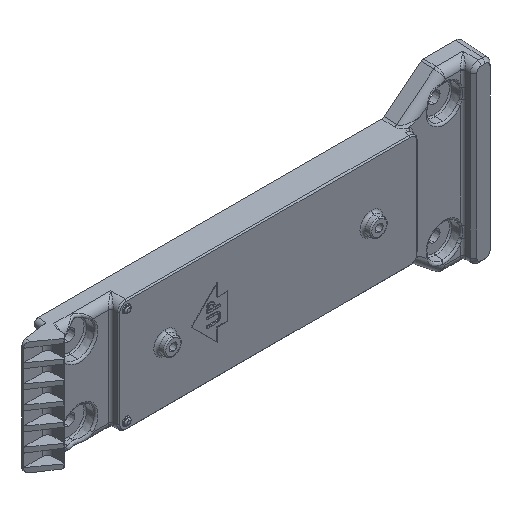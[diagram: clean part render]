
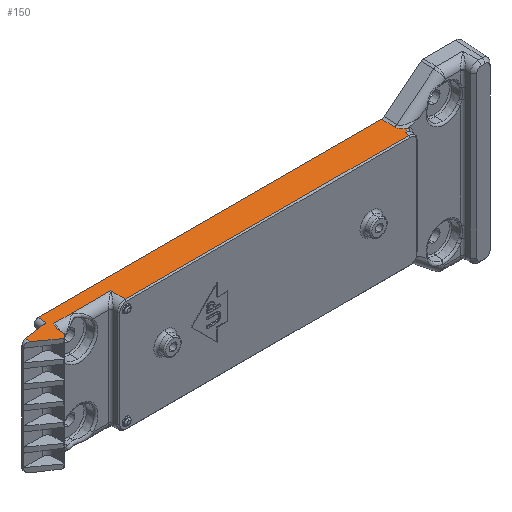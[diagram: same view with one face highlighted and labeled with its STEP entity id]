
A CAD part, isometric view. The second image highlights one B-rep face of the part: STEP entity #150.
In plain terms, the highlighted planar face has unit normal (0, -0.035, 0.999).
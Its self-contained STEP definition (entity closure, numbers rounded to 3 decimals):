
#11 = CARTESIAN_POINT ( 'NONE',  ( -82.152, 50.492, 21.816 ) ) ;
#150 = ADVANCED_FACE ( 'NONE', ( #14272 ), #3535, .T. ) ;
#200 = CARTESIAN_POINT ( 'NONE',  ( 50.665, 47.849, 21.724 ) ) ;
#269 = CARTESIAN_POINT ( 'NONE',  ( -82.801, 49.221, 21.772 ) ) ;
#278 = CARTESIAN_POINT ( 'NONE',  ( -60.102, 50.863, 21.829 ) ) ;
#281 = EDGE_LOOP ( 'NONE', ( #1455, #9779, #8557, #867, #2371, #2948, #4892, #13059, #2478, #5307, #9312, #15282, #10306, #11343, #14275, #12000 ) ) ;
#285 = CARTESIAN_POINT ( 'NONE',  ( -83.906, 52.519, 21.887 ) ) ;
#300 = LINE ( 'NONE', #9353, #3044 ) ;
#867 = ORIENTED_EDGE ( 'NONE', *, *, #2796, .T. ) ;
#871 = CARTESIAN_POINT ( 'NONE',  ( 48.675, 49.732, 21.79 ) ) ;
#1260 = CARTESIAN_POINT ( 'NONE',  ( 48.915, 45.499, 21.642 ) ) ;
#1297 = CARTESIAN_POINT ( 'NONE',  ( 48.661, 50.895, 21.83 ) ) ;
#1321 = VECTOR ( 'NONE', #10916, 1000. ) ;
#1417 = VECTOR ( 'NONE', #5954, 1000. ) ;
#1437 = CARTESIAN_POINT ( 'NONE',  ( -92.334, 49.739, 21.79 ) ) ;
#1455 = ORIENTED_EDGE ( 'NONE', *, *, #16166, .F. ) ;
#1599 = CARTESIAN_POINT ( 'NONE',  ( 80., 45.499, 21.642 ) ) ;
#1685 = VERTEX_POINT ( 'NONE', #7240 ) ;
#1693 = DIRECTION ( 'NONE',  ( 1., 0., 0. ) ) ;
#1751 = EDGE_CURVE ( 'NONE', #8877, #13473, #7680, .T. ) ;
#2061 = EDGE_CURVE ( 'NONE', #5277, #1685, #12208, .T. ) ;
#2095 = CARTESIAN_POINT ( 'NONE',  ( 50.665, 47.849, 21.724 ) ) ;
#2204 = CARTESIAN_POINT ( 'NONE',  ( -87.302, 45.945, 21.658 ) ) ;
#2371 = ORIENTED_EDGE ( 'NONE', *, *, #1751, .F. ) ;
#2396 = VERTEX_POINT ( 'NONE', #1297 ) ;
#2478 = ORIENTED_EDGE ( 'NONE', *, *, #16798, .T. ) ;
#2796 = EDGE_CURVE ( 'NONE', #13298, #13473, #4209, .T. ) ;
#2817 = VERTEX_POINT ( 'NONE', #14947 ) ;
#2948 = ORIENTED_EDGE ( 'NONE', *, *, #4749, .F. ) ;
#3044 = VECTOR ( 'NONE', #14768, 1000. ) ;
#3318 = LINE ( 'NONE', #5769, #7686 ) ;
#3535 = PLANE ( 'NONE',  #8138 ) ;
#3886 = VECTOR ( 'NONE', #8134, 1000. ) ;
#3895 = CARTESIAN_POINT ( 'NONE',  ( 49.514, 47.348, 21.707 ) ) ;
#4007 = CARTESIAN_POINT ( 'NONE',  ( 49.31, 56.82, 22.037 ) ) ;
#4040 = CARTESIAN_POINT ( 'NONE',  ( 48.968, 47.035, 21.696 ) ) ;
#4093 = EDGE_CURVE ( 'NONE', #6163, #12736, #5910, .T. ) ;
#4152 = CARTESIAN_POINT ( 'NONE',  ( 48.968, 47.035, 21.696 ) ) ;
#4209 = LINE ( 'NONE', #1437, #3886 ) ;
#4311 = CARTESIAN_POINT ( 'NONE',  ( -82.965, 55.75, 22. ) ) ;
#4405 = VECTOR ( 'NONE', #5213, 1000. ) ;
#4464 = DIRECTION ( 'NONE',  ( -0.087, -0.996, -0.035 ) ) ;
#4604 = CARTESIAN_POINT ( 'NONE',  ( -81.332, 47.136, 21.699 ) ) ;
#4749 = EDGE_CURVE ( 'NONE', #6163, #8877, #15133, .T. ) ;
#4892 = ORIENTED_EDGE ( 'NONE', *, *, #4093, .T. ) ;
#5062 = DIRECTION ( 'NONE',  ( -0.825, 0.565, 0.02 ) ) ;
#5213 = DIRECTION ( 'NONE',  ( 0.035, 0.999, 0.035 ) ) ;
#5277 = VERTEX_POINT ( 'NONE', #8686 ) ;
#5307 = ORIENTED_EDGE ( 'NONE', *, *, #12169, .T. ) ;
#5460 = CARTESIAN_POINT ( 'NONE',  ( 50.665, 47.849, 21.724 ) ) ;
#5527 = CARTESIAN_POINT ( 'NONE',  ( -82.99, 48.287, 21.739 ) ) ;
#5573 = CARTESIAN_POINT ( 'NONE',  ( -81.9, 50.895, 21.83 ) ) ;
#5769 = CARTESIAN_POINT ( 'NONE',  ( -81.728, 69.882, 22.494 ) ) ;
#5910 = LINE ( 'NONE', #4604, #11169 ) ;
#5954 = DIRECTION ( 'NONE',  ( -1., 0., 0. ) ) ;
#5975 = EDGE_CURVE ( 'NONE', #1685, #9393, #8299, .T. ) ;
#6163 = VERTEX_POINT ( 'NONE', #13409 ) ;
#6488 = VECTOR ( 'NONE', #12551, 1000. ) ;
#6712 = EDGE_CURVE ( 'NONE', #15776, #2396, #14358, .T. ) ;
#6812 = VERTEX_POINT ( 'NONE', #5527 ) ;
#6881 = CARTESIAN_POINT ( 'NONE',  ( -82.99, 48.287, 21.739 ) ) ;
#7091 = CARTESIAN_POINT ( 'NONE',  ( 80., 55.75, 22. ) ) ;
#7185 = LINE ( 'NONE', #7272, #11178 ) ;
#7240 = CARTESIAN_POINT ( 'NONE',  ( -59.915, 45.499, 21.642 ) ) ;
#7259 = EDGE_CURVE ( 'NONE', #2396, #2817, #300, .T. ) ;
#7272 = CARTESIAN_POINT ( 'NONE',  ( 80., 50.895, 21.83 ) ) ;
#7549 = DIRECTION ( 'NONE',  ( 0., -0.035, 0.999 ) ) ;
#7680 = LINE ( 'NONE', #2204, #12634 ) ;
#7686 = VECTOR ( 'NONE', #4464, 1000. ) ;
#7862 = CARTESIAN_POINT ( 'NONE',  ( -81.9, 50.895, 21.83 ) ) ;
#7903 = CARTESIAN_POINT ( 'NONE',  ( 50.075, 47.629, 21.716 ) ) ;
#8001 = LINE ( 'NONE', #9139, #4405 ) ;
#8134 = DIRECTION ( 'NONE',  ( 0.035, -0.999, -0.035 ) ) ;
#8138 = AXIS2_PLACEMENT_3D ( 'NONE', #14183, #7549, #12871 ) ;
#8251 = CARTESIAN_POINT ( 'NONE',  ( 50.362, 47.756, 21.721 ) ) ;
#8299 = LINE ( 'NONE', #1599, #10537 ) ;
#8557 = ORIENTED_EDGE ( 'NONE', *, *, #14833, .F. ) ;
#8674 = EDGE_CURVE ( 'NONE', #12736, #6812, #8001, .T. ) ;
#8686 = CARTESIAN_POINT ( 'NONE',  ( -60.103, 50.895, 21.83 ) ) ;
#8877 = VERTEX_POINT ( 'NONE', #14187 ) ;
#9064 = VERTEX_POINT ( 'NONE', #16293 ) ;
#9139 = CARTESIAN_POINT ( 'NONE',  ( -82.531, 61.419, 22.198 ) ) ;
#9312 = ORIENTED_EDGE ( 'NONE', *, *, #2061, .T. ) ;
#9353 = CARTESIAN_POINT ( 'NONE',  ( 48.606, 55.365, 21.987 ) ) ;
#9393 = VERTEX_POINT ( 'NONE', #1260 ) ;
#9779 = ORIENTED_EDGE ( 'NONE', *, *, #16554, .T. ) ;
#9924 = DIRECTION ( 'NONE',  ( 0.731, 0.682, 0.024 ) ) ;
#10070 = VERTEX_POINT ( 'NONE', #4040 ) ;
#10306 = ORIENTED_EDGE ( 'NONE', *, *, #11559, .T. ) ;
#10475 = EDGE_CURVE ( 'NONE', #10070, #15776, #10940, .T. ) ;
#10537 = VECTOR ( 'NONE', #1693, 1000. ) ;
#10551 = LINE ( 'NONE', #4007, #10710 ) ;
#10588 = CARTESIAN_POINT ( 'NONE',  ( -92.39, 51.327, 21.846 ) ) ;
#10710 = VECTOR ( 'NONE', #14405, 1000. ) ;
#10916 = DIRECTION ( 'NONE',  ( 0.99, 0.139, 0.005 ) ) ;
#10940 = B_SPLINE_CURVE_WITH_KNOTS ( 'NONE', 3,
 ( #4152, #12179, #3895, #7903, #8251, #5460 ),
 .UNSPECIFIED., .F., .F.,
 ( 4, 2, 4 ),
 ( 0., 0.001, 0.002 ),
 .UNSPECIFIED. ) ;
#11041 = DIRECTION ( 'NONE',  ( 1., 0., 0. ) ) ;
#11121 = DIRECTION ( 'NONE',  ( 1., 0., 0. ) ) ;
#11169 = VECTOR ( 'NONE', #9924, 1000. ) ;
#11178 = VECTOR ( 'NONE', #11041, 1000. ) ;
#11343 = ORIENTED_EDGE ( 'NONE', *, *, #10475, .T. ) ;
#11559 = EDGE_CURVE ( 'NONE', #9393, #10070, #10551, .T. ) ;
#11588 = CARTESIAN_POINT ( 'NONE',  ( 48.661, 50.895, 21.83 ) ) ;
#11947 = CARTESIAN_POINT ( 'NONE',  ( -82.711, 49.444, 21.78 ) ) ;
#12000 = ORIENTED_EDGE ( 'NONE', *, *, #7259, .T. ) ;
#12169 = EDGE_CURVE ( 'NONE', #15572, #5277, #7185, .T. ) ;
#12179 = CARTESIAN_POINT ( 'NONE',  ( 49.24, 47.192, 21.701 ) ) ;
#12201 = CARTESIAN_POINT ( 'NONE',  ( -82.982, 48.528, 21.748 ) ) ;
#12208 = LINE ( 'NONE', #278, #6488 ) ;
#12387 = LINE ( 'NONE', #285, #1321 ) ;
#12421 = LINE ( 'NONE', #7091, #14638 ) ;
#12551 = DIRECTION ( 'NONE',  ( 0.035, -0.999, -0.035 ) ) ;
#12634 = VECTOR ( 'NONE', #5062, 1000. ) ;
#12635 = CARTESIAN_POINT ( 'NONE',  ( 49.376, 48.667, 21.753 ) ) ;
#12701 = CARTESIAN_POINT ( 'NONE',  ( -83.087, 45.499, 21.642 ) ) ;
#12736 = VERTEX_POINT ( 'NONE', #12701 ) ;
#12871 = DIRECTION ( 'NONE',  ( 0., -0.999, -0.035 ) ) ;
#12920 = CARTESIAN_POINT ( 'NONE',  ( -92.322, 49.379, 21.778 ) ) ;
#13056 = VERTEX_POINT ( 'NONE', #4311 ) ;
#13059 = ORIENTED_EDGE ( 'NONE', *, *, #8674, .T. ) ;
#13254 = CARTESIAN_POINT ( 'NONE',  ( -82.936, 48.762, 21.756 ) ) ;
#13298 = VERTEX_POINT ( 'NONE', #10588 ) ;
#13409 = CARTESIAN_POINT ( 'NONE',  ( -84.373, 44.3, 21.6 ) ) ;
#13473 = VERTEX_POINT ( 'NONE', #12920 ) ;
#13596 = CARTESIAN_POINT ( 'NONE',  ( -82.405, 50.088, 21.802 ) ) ;
#13818 = CARTESIAN_POINT ( 'NONE',  ( -84.46, 44.3, 21.6 ) ) ;
#14183 = CARTESIAN_POINT ( 'NONE',  ( 80., 55.75, 22. ) ) ;
#14187 = CARTESIAN_POINT ( 'NONE',  ( -84.898, 44.3, 21.6 ) ) ;
#14272 = FACE_OUTER_BOUND ( 'NONE', #281, .T. ) ;
#14275 = ORIENTED_EDGE ( 'NONE', *, *, #6712, .T. ) ;
#14358 =( BOUNDED_CURVE ( )  B_SPLINE_CURVE ( 3, ( #2095, #12635, #871, #11588 ),
 .UNSPECIFIED., .F., .T. ) 
 B_SPLINE_CURVE_WITH_KNOTS ( ( 4, 4 ),
 ( 2.394, 3.151 ),
 .UNSPECIFIED. ) 
 CURVE ( )  GEOMETRIC_REPRESENTATION_ITEM ( )  RATIONAL_B_SPLINE_CURVE ( ( 1., 0.953, 0.953, 1. ) ) 
 REPRESENTATION_ITEM ( '' )  );
#14405 = DIRECTION ( 'NONE',  ( 0.035, 0.999, 0.035 ) ) ;
#14638 = VECTOR ( 'NONE', #11121, 1000. ) ;
#14768 = DIRECTION ( 'NONE',  ( -0.012, 0.999, 0.035 ) ) ;
#14833 = EDGE_CURVE ( 'NONE', #13298, #9064, #12387, .T. ) ;
#14947 = CARTESIAN_POINT ( 'NONE',  ( 48.601, 55.75, 22. ) ) ;
#15133 = LINE ( 'NONE', #13818, #1417 ) ;
#15282 = ORIENTED_EDGE ( 'NONE', *, *, #5975, .T. ) ;
#15572 = VERTEX_POINT ( 'NONE', #7862 ) ;
#15637 = B_SPLINE_CURVE_WITH_KNOTS ( 'NONE', 3,
 ( #6881, #12201, #13254, #269, #11947, #13596, #11, #5573 ),
 .UNSPECIFIED., .F., .F.,
 ( 4, 2, 2, 4 ),
 ( 0., 0.001, 0.001, 0.003 ),
 .UNSPECIFIED. ) ;
#15776 = VERTEX_POINT ( 'NONE', #200 ) ;
#16166 = EDGE_CURVE ( 'NONE', #13056, #2817, #12421, .T. ) ;
#16293 = CARTESIAN_POINT ( 'NONE',  ( -83.239, 52.613, 21.89 ) ) ;
#16554 = EDGE_CURVE ( 'NONE', #13056, #9064, #3318, .T. ) ;
#16798 = EDGE_CURVE ( 'NONE', #6812, #15572, #15637, .T. ) ;
